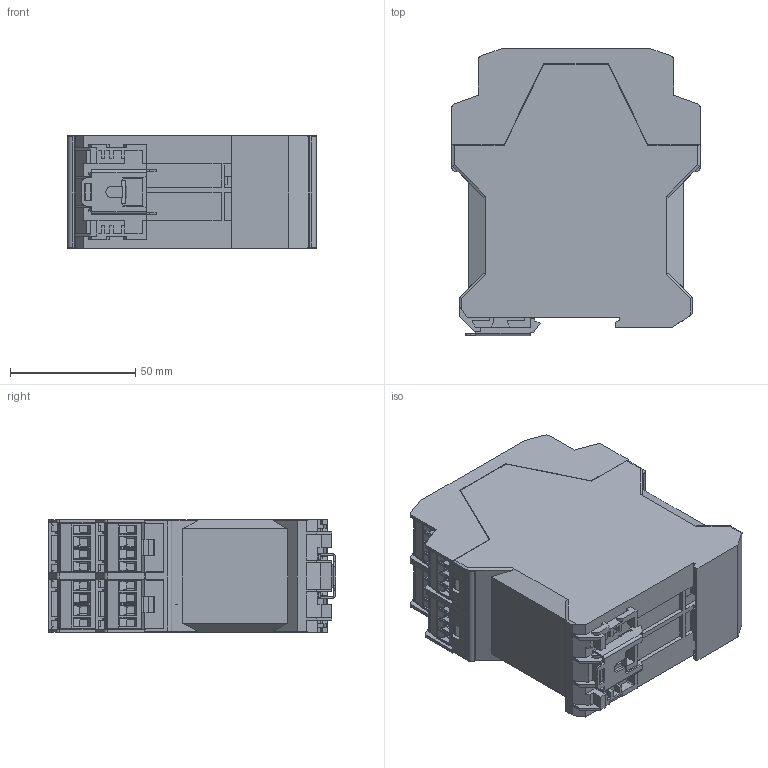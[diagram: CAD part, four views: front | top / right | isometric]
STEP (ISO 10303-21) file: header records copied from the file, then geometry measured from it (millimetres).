
FILE_DESCRIPTION((''),'2;1');
FILE_NAME('UME45_ASM','2024-02-22T',('dell'),(''),'PRO/ENGINEER BY PARAMETRIC TECHNOLOGY CORPORATION, 2013230','PRO/ENGINEER BY PARAMETRIC TECHNOLOGY CORPORATION, 2013230','');
FILE_SCHEMA(('AUTOMOTIVE_DESIGN { 1 0 10303 214 1 1 1 1 }'));
Products named in the file (1): UME45_ASM
Bounding box: 99 x 114.5 x 45 mm (x, y, z)
Volume: 181912.3 mm3; surface area: 112568.5 mm2
Topology: 1 solids, 7 shells, 6127 faces, 18041 edges, 11857 vertices
Faces by surface type: plane 4908, cylinder 1067, cone 140, torus 12
Entity records: 237249 total; most frequent: CARTESIAN_POINT 36786, ORIENTED_EDGE 36082, DIRECTION 32267, EDGE_CURVE 18041, VECTOR 15601, LINE 15601, VERTEX_POINT 11857, AXIS2_PLACEMENT_3D 8333
